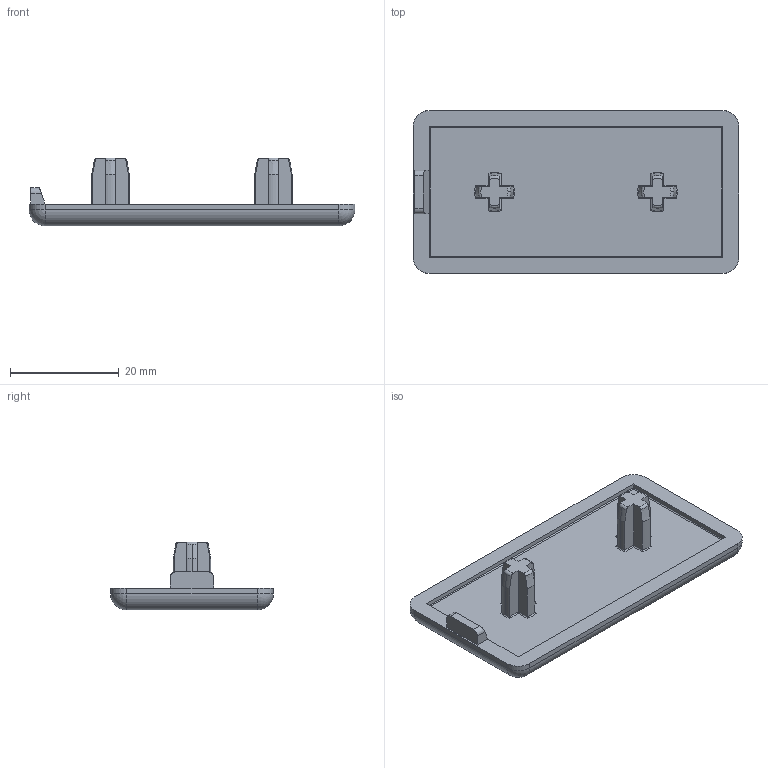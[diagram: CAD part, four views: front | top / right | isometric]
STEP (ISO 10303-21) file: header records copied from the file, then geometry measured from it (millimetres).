
FILE_DESCRIPTION (( 'STEP AP214' ), '1' );
FILE_NAME ('091141.STEP', '2015-11-03T10:52:56', ( '' ), ( '' ), 'SwSTEP 2.0', 'SolidWorks 2015', '' );
FILE_SCHEMA (( 'AUTOMOTIVE_DESIGN' ));
Length unit declared in the file: millimetre
Products named in the file (1): 091141
Bounding box: 60 x 30 x 12.5 mm (x, y, z)
Volume: 6023.7 mm3; surface area: 4724.5 mm2
Topology: 1 solids, 1 shells, 108 faces, 269 edges, 162 vertices
Faces by surface type: cylinder 40, plane 34, torus 20, cone 10, sphere 4
Entity records: 3279 total; most frequent: CARTESIAN_POINT 786, ORIENTED_EDGE 530, DIRECTION 497, EDGE_CURVE 265, AXIS2_PLACEMENT_3D 185, VERTEX_POINT 162, LINE 127, VECTOR 127
